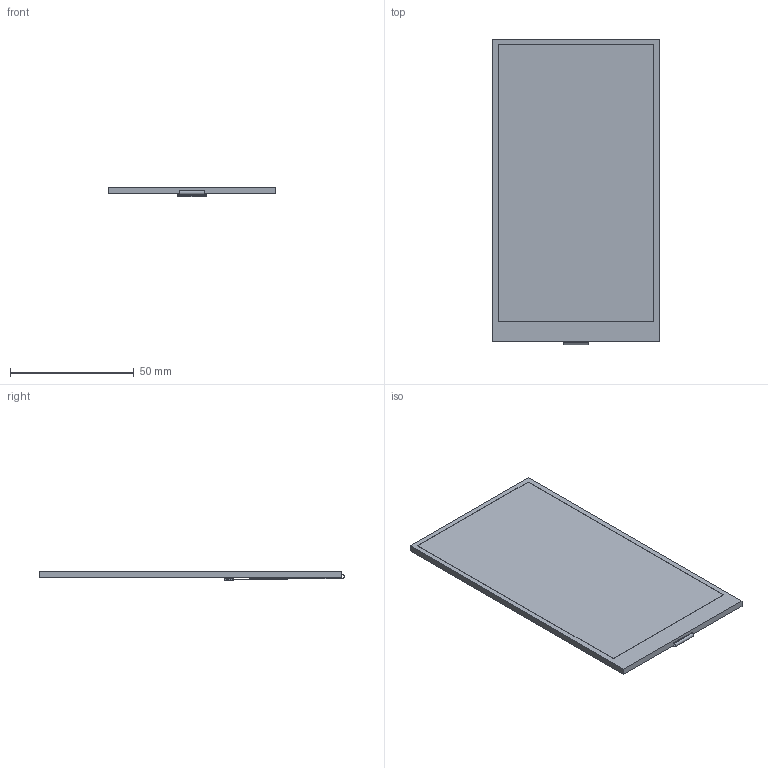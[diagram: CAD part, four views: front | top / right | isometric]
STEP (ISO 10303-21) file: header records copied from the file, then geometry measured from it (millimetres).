
FILE_DESCRIPTION(/* description */ ('STEP AP242','CAx-IF Rec.Pracs.---Representation and Presentation of Product Manufacturing Information (PMI)---4.0---2014-10-13','CAx-IF Rec.Pracs.---3D Tessellated Geometry---0.4---2014-09-14','2;1'),/* implementation_level */ '2;1');
FILE_NAME(/* name */ '66e150bd4db84570fca87661',/* time_stamp */ '2024-09-11T08:11:42Z',/* author */ (''),/* organization */ (''),/* preprocessor_version */ 'ST-DEVELOPER v20',/* originating_system */ ' ',/* authorisation */ ' ');
FILE_SCHEMA (('AP242_MANAGED_MODEL_BASED_3D_ENGINEERING_MIM_LF { 1 0 10303 442 1 1 4 }'));
Length unit declared in the file: metre
Products named in the file (3): E50RA-I-MW550-N FOLD Conn; 5034802000
Assembly tree (2 placements, depth 2):
  E50RA-I-MW550-N FOLD Conn
    5034802000
    E50RA-I-MW550-N FOLD Conn
Bounding box: 67.56 x 123.42 x 3.72 mm (x, y, z)
Volume: 20880.4 mm3; surface area: 18787.1 mm2
Topology: 2 solids, 2 shells, 799 faces, 2192 edges, 1460 vertices
Faces by surface type: plane 726, cylinder 71, bspline 2
Entity records: 29870 total; most frequent: CARTESIAN_POINT 4540, ORIENTED_EDGE 4384, DIRECTION 3932, EDGE_CURVE 2192, LINE 2040, VECTOR 2040, VERTEX_POINT 1460, AXIS2_PLACEMENT_3D 946
